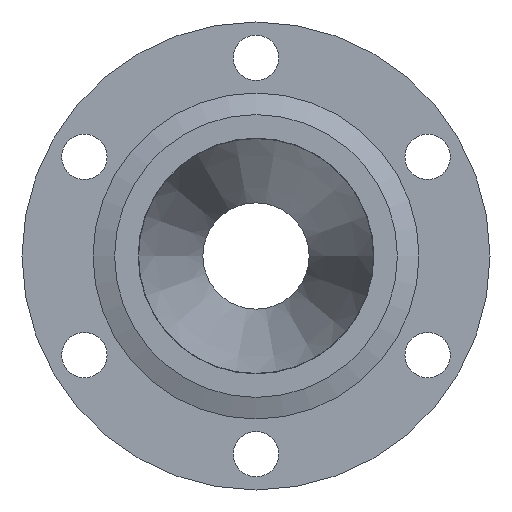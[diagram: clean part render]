
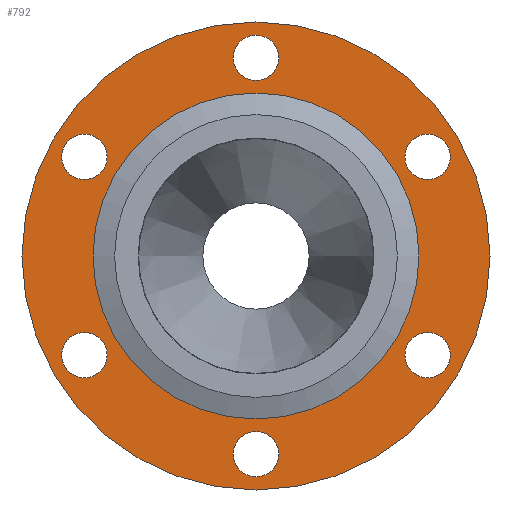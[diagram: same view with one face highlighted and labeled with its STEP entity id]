
A CAD part, left-side view. The second image highlights one B-rep face of the part: STEP entity #792.
In plain terms, the highlighted face is planar.
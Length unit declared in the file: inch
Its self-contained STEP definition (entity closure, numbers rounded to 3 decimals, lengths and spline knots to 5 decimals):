
#450=CARTESIAN_POINT('',(0.25,-1.11587,0.64425));
#451=VERTEX_POINT('',#450);
#452=CARTESIAN_POINT('',(0.25,-1.00113,0.578));
#453=DIRECTION('',(-1.0,0.0,0.0));
#454=DIRECTION('',(0.0,-0.866,0.5));
#455=AXIS2_PLACEMENT_3D('',#452,#453,#454);
#456=CIRCLE('',#455,0.1325);
#457=EDGE_CURVE('',#451,#451,#456,.T.);
#499=CARTESIAN_POINT('',(0.25,0.,1.2885));
#500=VERTEX_POINT('',#499);
#501=CARTESIAN_POINT('',(0.25,0.,1.156));
#502=DIRECTION('',(-1.0,0.0,0.0));
#503=DIRECTION('',(0.0,0.0,1.0));
#504=AXIS2_PLACEMENT_3D('',#501,#502,#503);
#505=CIRCLE('',#504,0.1325);
#506=EDGE_CURVE('',#500,#500,#505,.T.);
#548=CARTESIAN_POINT('',(0.25,1.11587,0.64425));
#549=VERTEX_POINT('',#548);
#550=CARTESIAN_POINT('',(0.25,1.00113,0.578));
#551=DIRECTION('',(-1.0,0.0,0.0));
#552=DIRECTION('',(0.0,0.866,0.5));
#553=AXIS2_PLACEMENT_3D('',#550,#551,#552);
#554=CIRCLE('',#553,0.1325);
#555=EDGE_CURVE('',#549,#549,#554,.T.);
#597=CARTESIAN_POINT('',(0.25,1.11587,-0.64425));
#598=VERTEX_POINT('',#597);
#599=CARTESIAN_POINT('',(0.25,1.00113,-0.578));
#600=DIRECTION('',(-1.0,0.0,0.0));
#601=DIRECTION('',(0.0,0.866,-0.5));
#602=AXIS2_PLACEMENT_3D('',#599,#600,#601);
#603=CIRCLE('',#602,0.1325);
#604=EDGE_CURVE('',#598,#598,#603,.T.);
#646=CARTESIAN_POINT('',(0.25,-1.11587,-0.64425));
#647=VERTEX_POINT('',#646);
#648=CARTESIAN_POINT('',(0.25,-1.00113,-0.578));
#649=DIRECTION('',(-1.,0.0,0.0));
#650=DIRECTION('',(0.0,-0.866,-0.5));
#651=AXIS2_PLACEMENT_3D('',#648,#649,#650);
#652=CIRCLE('',#651,0.1325);
#653=EDGE_CURVE('',#647,#647,#652,.T.);
#695=CARTESIAN_POINT('',(0.25,0.0,-1.2885));
#696=VERTEX_POINT('',#695);
#697=CARTESIAN_POINT('',(0.25,0.0,-1.156));
#698=DIRECTION('',(-1.0,0.0,0.0));
#699=DIRECTION('',(0.0,0.0,-1.0));
#700=AXIS2_PLACEMENT_3D('',#697,#698,#699);
#701=CIRCLE('',#700,0.1325);
#702=EDGE_CURVE('',#696,#696,#701,.T.);
#740=CARTESIAN_POINT('',(0.25,-0.95079,0.0));
#741=VERTEX_POINT('',#740);
#742=CARTESIAN_POINT('',(0.25,0.0,0.0));
#743=DIRECTION('',(-1.0,0.0,0.0));
#744=DIRECTION('',(0.0,-1.0,0.0));
#745=AXIS2_PLACEMENT_3D('',#742,#743,#744);
#746=CIRCLE('',#745,0.95079);
#747=EDGE_CURVE('',#741,#741,#746,.T.);
#755=CARTESIAN_POINT('',(0.25,-1.15789,0.0));
#756=DIRECTION('',(1.0,0.0,0.0));
#757=DIRECTION('',(0.0,0.0,-1.0));
#758=AXIS2_PLACEMENT_3D('',#755,#756,#757);
#759=PLANE('',#758);
#760=CARTESIAN_POINT('',(0.25,-1.365,0.0));
#761=VERTEX_POINT('',#760);
#762=CARTESIAN_POINT('',(0.25,0.0,0.0));
#763=DIRECTION('',(-1.0,0.0,0.0));
#764=DIRECTION('',(0.0,-1.0,0.0));
#765=AXIS2_PLACEMENT_3D('',#762,#763,#764);
#766=CIRCLE('',#765,1.365);
#767=EDGE_CURVE('',#761,#761,#766,.T.);
#768=ORIENTED_EDGE('',*,*,#767,.F.);
#769=EDGE_LOOP('',(#768));
#770=FACE_OUTER_BOUND('',#769,.T.);
#771=ORIENTED_EDGE('',*,*,#457,.T.);
#772=EDGE_LOOP('',(#771));
#773=FACE_BOUND('',#772,.T.);
#774=ORIENTED_EDGE('',*,*,#506,.T.);
#775=EDGE_LOOP('',(#774));
#776=FACE_BOUND('',#775,.T.);
#777=ORIENTED_EDGE('',*,*,#555,.T.);
#778=EDGE_LOOP('',(#777));
#779=FACE_BOUND('',#778,.T.);
#780=ORIENTED_EDGE('',*,*,#604,.T.);
#781=EDGE_LOOP('',(#780));
#782=FACE_BOUND('',#781,.T.);
#783=ORIENTED_EDGE('',*,*,#653,.T.);
#784=EDGE_LOOP('',(#783));
#785=FACE_BOUND('',#784,.T.);
#786=ORIENTED_EDGE('',*,*,#702,.T.);
#787=EDGE_LOOP('',(#786));
#788=FACE_BOUND('',#787,.T.);
#789=ORIENTED_EDGE('',*,*,#747,.T.);
#790=EDGE_LOOP('',(#789));
#791=FACE_BOUND('',#790,.T.);
#792=ADVANCED_FACE('',(#770,#773,#776,#779,#782,#785,#788,#791),#759,.T.);
